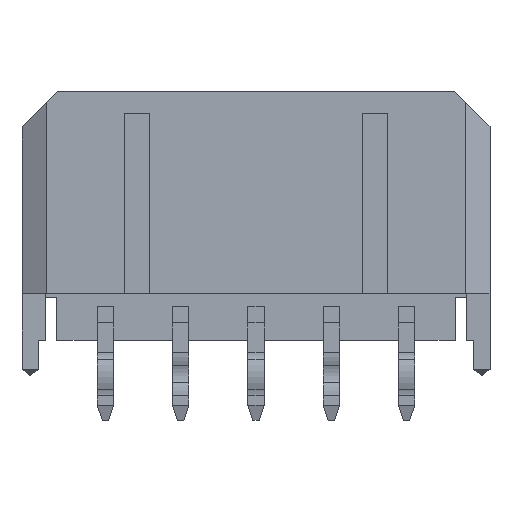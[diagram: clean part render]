
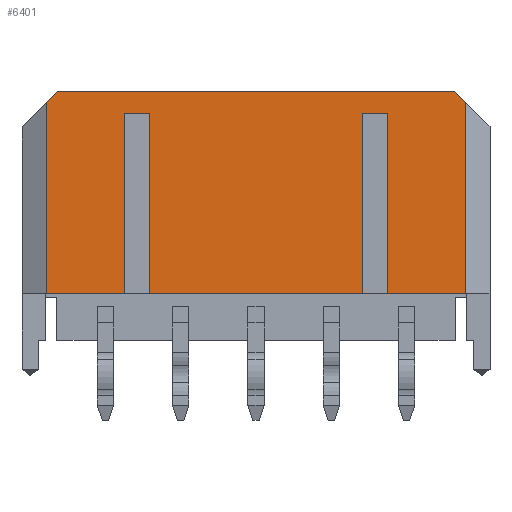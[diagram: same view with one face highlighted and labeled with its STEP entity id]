
A CAD part, top view. The second image highlights one B-rep face of the part: STEP entity #6401.
In plain terms, the highlighted planar face has unit normal (0, 0, 1).
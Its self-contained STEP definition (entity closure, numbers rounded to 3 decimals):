
#308=FACE_OUTER_BOUND('',#656,.T.);
#656=EDGE_LOOP('',(#4984,#4985,#4986,#4987,#4988,#4989,#4990,#4991,#4992,
#4993,#4994,#4995,#4996,#4997));
#975=LINE('',#8994,#1834);
#988=LINE('',#9021,#1847);
#1343=LINE('',#9807,#2202);
#1354=LINE('',#9831,#2213);
#1356=LINE('',#9835,#2215);
#1358=LINE('',#9839,#2217);
#1363=LINE('',#9850,#2222);
#1366=LINE('',#9854,#2225);
#1367=LINE('',#9855,#2226);
#1369=LINE('',#9859,#2228);
#1371=LINE('',#9863,#2230);
#1372=LINE('',#9865,#2231);
#1373=LINE('',#9867,#2232);
#1374=LINE('',#9868,#2233);
#1834=VECTOR('',#7270,1000.);
#1847=VECTOR('',#7291,1000.);
#2202=VECTOR('',#7956,1000.);
#2213=VECTOR('',#7973,1000.);
#2215=VECTOR('',#7977,1000.);
#2217=VECTOR('',#7981,1000.);
#2222=VECTOR('',#7988,1000.);
#2225=VECTOR('',#7991,1000.);
#2226=VECTOR('',#7992,1000.);
#2228=VECTOR('',#7996,1000.);
#2230=VECTOR('',#8000,1000.);
#2231=VECTOR('',#8003,1000.);
#2232=VECTOR('',#8006,1000.);
#2233=VECTOR('',#8007,1000.);
#2655=VERTEX_POINT('',#8991);
#2656=VERTEX_POINT('',#8993);
#2665=VERTEX_POINT('',#9018);
#2666=VERTEX_POINT('',#9020);
#2942=VERTEX_POINT('',#9805);
#2951=VERTEX_POINT('',#9827);
#2952=VERTEX_POINT('',#9829);
#2953=VERTEX_POINT('',#9833);
#2954=VERTEX_POINT('',#9837);
#2958=VERTEX_POINT('',#9847);
#2959=VERTEX_POINT('',#9849);
#2960=VERTEX_POINT('',#9852);
#2961=VERTEX_POINT('',#9857);
#2962=VERTEX_POINT('',#9861);
#3293=EDGE_CURVE('',#2656,#2655,#975,.T.);
#3306=EDGE_CURVE('',#2666,#2665,#988,.T.);
#3697=EDGE_CURVE('',#2942,#2665,#1343,.T.);
#3708=EDGE_CURVE('',#2952,#2951,#1354,.T.);
#3710=EDGE_CURVE('',#2951,#2953,#1356,.T.);
#3712=EDGE_CURVE('',#2954,#2953,#1358,.T.);
#3717=EDGE_CURVE('',#2958,#2959,#1363,.T.);
#3720=EDGE_CURVE('',#2960,#2952,#1366,.T.);
#3721=EDGE_CURVE('',#2954,#2942,#1367,.T.);
#3723=EDGE_CURVE('',#2959,#2961,#1369,.T.);
#3725=EDGE_CURVE('',#2961,#2962,#1371,.T.);
#3726=EDGE_CURVE('',#2960,#2962,#1372,.T.);
#3727=EDGE_CURVE('',#2656,#2958,#1373,.T.);
#3728=EDGE_CURVE('',#2666,#2655,#1374,.T.);
#4984=ORIENTED_EDGE('',*,*,#3725,.F.);
#4985=ORIENTED_EDGE('',*,*,#3723,.F.);
#4986=ORIENTED_EDGE('',*,*,#3717,.F.);
#4987=ORIENTED_EDGE('',*,*,#3727,.F.);
#4988=ORIENTED_EDGE('',*,*,#3293,.T.);
#4989=ORIENTED_EDGE('',*,*,#3728,.F.);
#4990=ORIENTED_EDGE('',*,*,#3306,.T.);
#4991=ORIENTED_EDGE('',*,*,#3697,.F.);
#4992=ORIENTED_EDGE('',*,*,#3721,.F.);
#4993=ORIENTED_EDGE('',*,*,#3712,.T.);
#4994=ORIENTED_EDGE('',*,*,#3710,.F.);
#4995=ORIENTED_EDGE('',*,*,#3708,.F.);
#4996=ORIENTED_EDGE('',*,*,#3720,.F.);
#4997=ORIENTED_EDGE('',*,*,#3726,.T.);
#6060=PLANE('',#6812);
#6401=ADVANCED_FACE('',(#308),#6060,.T.);
#6812=AXIS2_PLACEMENT_3D('',#9866,#8004,#8005);
#7270=DIRECTION('',(-0.707,0.707,0.));
#7291=DIRECTION('',(-0.707,-0.707,0.));
#7956=DIRECTION('',(0.,1.,0.));
#7973=DIRECTION('',(0.,1.,0.));
#7977=DIRECTION('',(-1.,0.,0.));
#7981=DIRECTION('',(0.,1.,0.));
#7988=DIRECTION('',(-1.,0.,0.));
#7991=DIRECTION('',(-1.,0.,0.));
#7992=DIRECTION('',(-1.,0.,0.));
#7996=DIRECTION('',(0.,1.,0.));
#8000=DIRECTION('',(-1.,0.,0.));
#8003=DIRECTION('',(0.,1.,0.));
#8004=DIRECTION('center_axis',(0.,0.,1.));
#8005=DIRECTION('ref_axis',(0.,-1.,0.));
#8006=DIRECTION('',(0.,-1.,0.));
#8007=DIRECTION('',(1.,0.,0.));
#8991=CARTESIAN_POINT('',(1.92,9.9,1.93));
#8993=CARTESIAN_POINT('',(2.36,9.46,1.93));
#8994=CARTESIAN_POINT('',(2.36,9.46,1.93));
#9018=CARTESIAN_POINT('',(-14.36,9.46,1.93));
#9020=CARTESIAN_POINT('',(-13.92,9.9,1.93));
#9021=CARTESIAN_POINT('',(-13.92,9.9,1.93));
#9805=CARTESIAN_POINT('',(-14.36,1.85,1.93));
#9807=CARTESIAN_POINT('',(-14.36,1.85,1.93));
#9827=CARTESIAN_POINT('',(-10.25,9.05,1.93));
#9829=CARTESIAN_POINT('',(-10.25,1.85,1.93));
#9831=CARTESIAN_POINT('',(-10.25,1.85,1.93));
#9833=CARTESIAN_POINT('',(-11.25,9.05,1.93));
#9835=CARTESIAN_POINT('',(-10.25,9.05,1.93));
#9837=CARTESIAN_POINT('',(-11.25,1.85,1.93));
#9839=CARTESIAN_POINT('',(-11.25,1.85,1.93));
#9847=CARTESIAN_POINT('',(2.36,1.85,1.93));
#9849=CARTESIAN_POINT('',(-0.75,1.85,1.93));
#9850=CARTESIAN_POINT('',(2.36,1.85,1.93));
#9852=CARTESIAN_POINT('',(-1.75,1.85,1.93));
#9854=CARTESIAN_POINT('',(-1.75,1.85,1.93));
#9855=CARTESIAN_POINT('',(-11.25,1.85,1.93));
#9857=CARTESIAN_POINT('',(-0.75,9.05,1.93));
#9859=CARTESIAN_POINT('',(-0.75,1.85,1.93));
#9861=CARTESIAN_POINT('',(-1.75,9.05,1.93));
#9863=CARTESIAN_POINT('',(-0.75,9.05,1.93));
#9865=CARTESIAN_POINT('',(-1.75,1.85,1.93));
#9866=CARTESIAN_POINT('Origin',(-15.32,9.9,1.93));
#9867=CARTESIAN_POINT('',(2.36,9.46,1.93));
#9868=CARTESIAN_POINT('',(-13.92,9.9,1.93));
